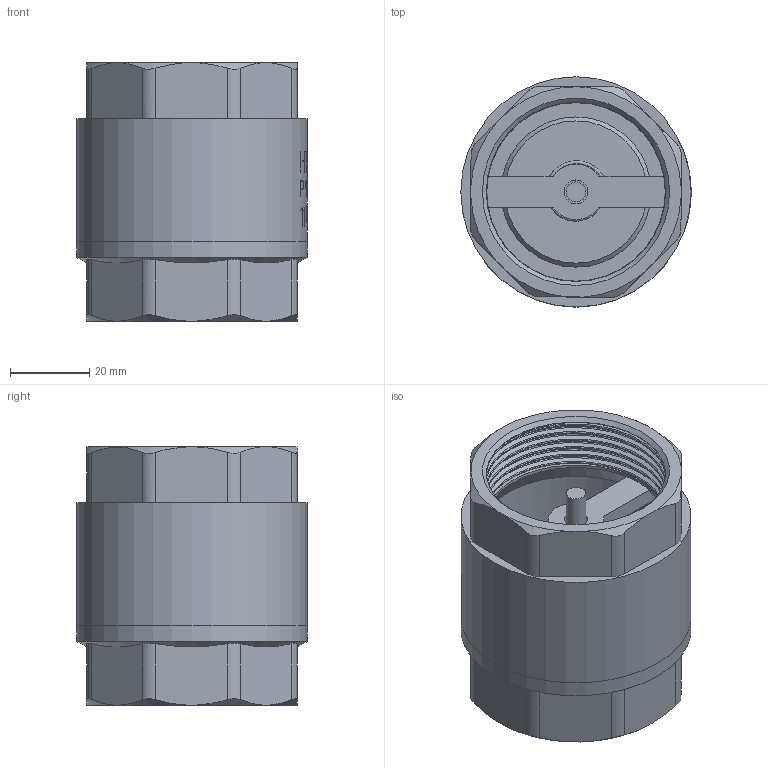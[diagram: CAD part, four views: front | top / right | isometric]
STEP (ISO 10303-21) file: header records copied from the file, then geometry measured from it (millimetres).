
FILE_DESCRIPTION(/* description */ (''),/* implementation_level */ '2;1');
FILE_NAME(/* name */ 'MAME11.000.050.step',/* time_stamp */ '2026-04-14T10:00:12+02:00',/* author */ (''),/* organization */ (''),/* preprocessor_version */ 'ST-DEVELOPER v20.1',/* originating_system */ 'Autodesk Translation Framework v14.24.0.0',/* authorisation */ '');
FILE_SCHEMA (('AUTOMOTIVE_DESIGN { 1 0 10303 214 3 1 1 }'));
Length unit declared in the file: millimetre
Products named in the file (1): 2026-04-13-10-41-47-173
Bounding box: 58.01 x 58 x 65 mm (x, y, z)
Volume: 54636.9 mm3; surface area: 41866.9 mm2
Topology: 5 solids, 5 shells, 332 faces, 887 edges, 586 vertices
Faces by surface type: plane 132, bspline 95, cylinder 85, cone 20
Full cylindrical faces by diameter (mm): 5 x3, 6 x2, 7.513 x1, 19.915 x1, 37 x1, 37.561 x1, 37.837 x1, 44.965 x1, 45.165 x1, 47.803 x11, 47.866 x1, 50.788 x1, 51.108 x1, 53.746 x3, 58 x2
Entity records: 23354 total; most frequent: CARTESIAN_POINT 15875, ORIENTED_EDGE 1762, DIRECTION 1176, EDGE_CURVE 881, VERTEX_POINT 583, AXIS2_PLACEMENT_3D 408, EDGE_LOOP 368, LINE 360
